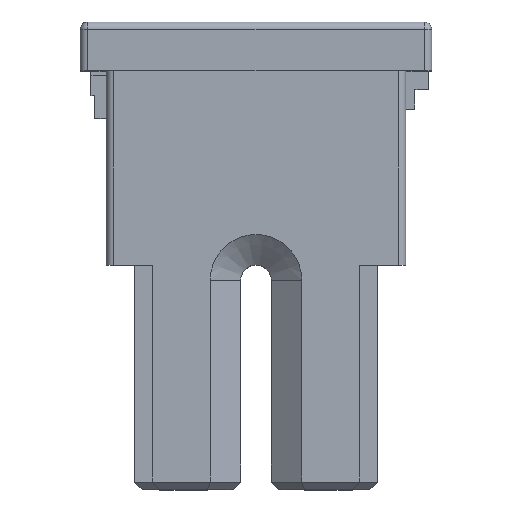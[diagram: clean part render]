
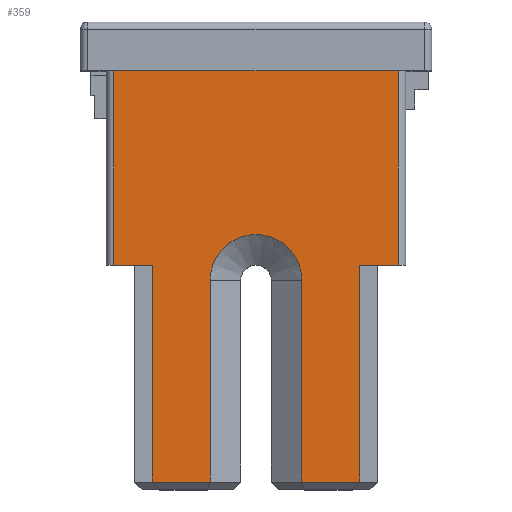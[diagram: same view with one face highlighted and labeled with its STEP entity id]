
A CAD part, top view. The second image highlights one B-rep face of the part: STEP entity #359.
In plain terms, the highlighted planar face has unit normal (0, 0, 1).
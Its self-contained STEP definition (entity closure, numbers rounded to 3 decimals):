
#181=CIRCLE('',#4133,3.);
#359=ADVANCED_FACE('',(#747),#555,.T.);
#555=PLANE('',#4222);
#747=FACE_OUTER_BOUND('',#963,.T.);
#963=EDGE_LOOP('',(#1737,#1738,#1739,#1740,#1741,#1742,#1743,#1744,#1745,
#1746,#1747,#1748));
#1737=ORIENTED_EDGE('',*,*,#2926,.F.);
#1738=ORIENTED_EDGE('',*,*,#2894,.F.);
#1739=ORIENTED_EDGE('',*,*,#2925,.F.);
#1740=ORIENTED_EDGE('',*,*,#2924,.F.);
#1741=ORIENTED_EDGE('',*,*,#2845,.T.);
#1742=ORIENTED_EDGE('',*,*,#2869,.F.);
#1743=ORIENTED_EDGE('',*,*,#2708,.F.);
#1744=ORIENTED_EDGE('',*,*,#2713,.F.);
#1745=ORIENTED_EDGE('',*,*,#2710,.F.);
#1746=ORIENTED_EDGE('',*,*,#2810,.F.);
#1747=ORIENTED_EDGE('',*,*,#2631,.T.);
#1748=ORIENTED_EDGE('',*,*,#2927,.T.);
#2269=VERTEX_POINT('',#5659);
#2271=VERTEX_POINT('',#5663);
#2315=VERTEX_POINT('',#5812);
#2316=VERTEX_POINT('',#5815);
#2317=VERTEX_POINT('',#5819);
#2319=VERTEX_POINT('',#5822);
#2393=VERTEX_POINT('',#6080);
#2395=VERTEX_POINT('',#6083);
#2419=VERTEX_POINT('',#6181);
#2420=VERTEX_POINT('',#6183);
#2438=VERTEX_POINT('',#6239);
#2439=VERTEX_POINT('',#6246);
#2631=EDGE_CURVE('',#2269,#2271,#3172,.T.);
#2708=EDGE_CURVE('',#2316,#2315,#3227,.T.);
#2710=EDGE_CURVE('',#2317,#2319,#3229,.T.);
#2713=EDGE_CURVE('',#2319,#2316,#181,.T.);
#2810=EDGE_CURVE('',#2269,#2317,#3325,.T.);
#2845=EDGE_CURVE('',#2395,#2393,#3360,.T.);
#2869=EDGE_CURVE('',#2315,#2393,#3384,.T.);
#2894=EDGE_CURVE('',#2419,#2420,#3406,.T.);
#2924=EDGE_CURVE('',#2395,#2438,#3433,.T.);
#2925=EDGE_CURVE('',#2438,#2419,#3434,.T.);
#2926=EDGE_CURVE('',#2420,#2439,#3435,.T.);
#2927=EDGE_CURVE('',#2271,#2439,#3436,.T.);
#3172=LINE('',#5664,#3647);
#3227=LINE('',#5816,#3702);
#3229=LINE('',#5821,#3704);
#3325=LINE('',#6012,#3800);
#3360=LINE('',#6082,#3835);
#3384=LINE('',#6127,#3859);
#3406=LINE('',#6182,#3881);
#3433=LINE('',#6241,#3908);
#3434=LINE('',#6243,#3909);
#3435=LINE('',#6245,#3910);
#3436=LINE('',#6247,#3911);
#3647=VECTOR('',#4529,1.);
#3702=VECTOR('',#4680,1.);
#3704=VECTOR('',#4684,1.);
#3800=VECTOR('',#4856,1.);
#3835=VECTOR('',#4923,1.);
#3859=VECTOR('',#4969,1.);
#3881=VECTOR('',#5011,1.);
#3908=VECTOR('',#5064,1.);
#3909=VECTOR('',#5067,1.);
#3910=VECTOR('',#5070,1.);
#3911=VECTOR('',#5071,1.);
#4133=AXIS2_PLACEMENT_3D('',#5826,#4689,#4690);
#4222=AXIS2_PLACEMENT_3D('',#6248,#5072,#5073);
#4529=DIRECTION('',(0.,1.,0.));
#4680=DIRECTION('',(0.,-1.,0.));
#4684=DIRECTION('',(0.,1.,0.));
#4689=DIRECTION('',(0.,0.,1.));
#4690=DIRECTION('',(-1.,0.,0.));
#4856=DIRECTION('',(-1.,0.,0.));
#4923=DIRECTION('',(0.,-1.,0.));
#4969=DIRECTION('',(-1.,0.,0.));
#5011=DIRECTION('',(1.,0.,0.));
#5064=DIRECTION('',(-1.,0.,0.));
#5067=DIRECTION('',(0.,1.,0.));
#5070=DIRECTION('',(0.,-1.,0.));
#5071=DIRECTION('',(1.,0.,0.));
#5072=DIRECTION('',(0.,0.,1.));
#5073=DIRECTION('',(1.,0.,0.));
#5659=CARTESIAN_POINT('',(6.8,0.5,6.6));
#5663=CARTESIAN_POINT('',(6.8,14.7,6.6));
#5664=CARTESIAN_POINT('',(6.8,0.5,6.6));
#5812=CARTESIAN_POINT('',(-3.,0.5,6.6));
#5815=CARTESIAN_POINT('',(-3.,13.7,6.6));
#5816=CARTESIAN_POINT('',(-3.,13.7,6.6));
#5819=CARTESIAN_POINT('',(3.,0.5,6.6));
#5821=CARTESIAN_POINT('',(3.,0.5,6.6));
#5822=CARTESIAN_POINT('',(3.,13.7,6.6));
#5826=CARTESIAN_POINT('',(0.,13.7,6.6));
#6012=CARTESIAN_POINT('',(6.8,0.5,6.6));
#6080=CARTESIAN_POINT('',(-6.8,0.5,6.6));
#6082=CARTESIAN_POINT('',(-6.8,14.7,6.6));
#6083=CARTESIAN_POINT('',(-6.8,14.7,6.6));
#6127=CARTESIAN_POINT('',(-3.,0.5,6.6));
#6181=CARTESIAN_POINT('',(-9.3,27.4,6.6));
#6182=CARTESIAN_POINT('',(-9.3,27.4,6.6));
#6183=CARTESIAN_POINT('',(9.3,27.4,6.6));
#6239=CARTESIAN_POINT('',(-9.3,14.7,6.6));
#6241=CARTESIAN_POINT('',(-6.8,14.7,6.6));
#6243=CARTESIAN_POINT('',(-9.3,14.7,6.6));
#6245=CARTESIAN_POINT('',(9.3,27.4,6.6));
#6246=CARTESIAN_POINT('',(9.3,14.7,6.6));
#6247=CARTESIAN_POINT('',(6.8,14.7,6.6));
#6248=CARTESIAN_POINT('',(0.,12.851,6.6));
